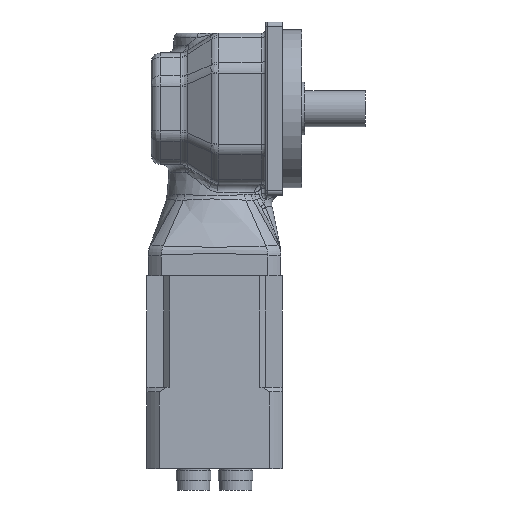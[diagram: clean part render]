
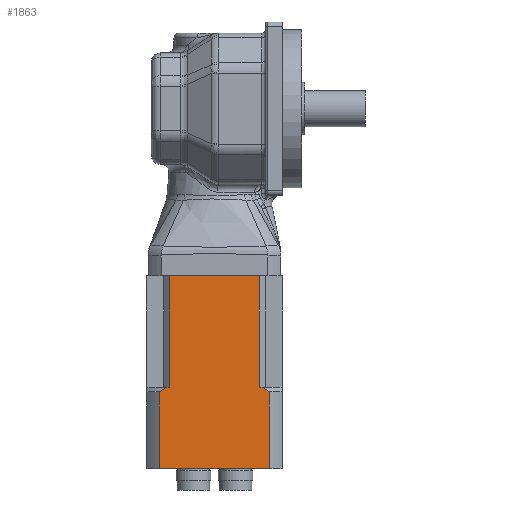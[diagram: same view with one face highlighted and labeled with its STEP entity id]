
A CAD part, left-side view. The second image highlights one B-rep face of the part: STEP entity #1863.
In plain terms, the highlighted planar face has unit normal (-1, 0, 0).
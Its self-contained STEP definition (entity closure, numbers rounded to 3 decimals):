
#1863=ADVANCED_FACE('',(#2882),#2726,.T.);
#2726=PLANE('',#13541);
#2882=FACE_OUTER_BOUND('',#3696,.T.);
#3696=EDGE_LOOP('',(#5222,#5223,#5224,#5225,#5226,#5227,#5228,#5229,#5230,
#5231));
#4670=B_SPLINE_CURVE_WITH_KNOTS('',3,(#18708,#18709,#18710,#18711),.UNSPECIFIED.,
.F.,.F.,(4,4),(0.,1.),.UNSPECIFIED.);
#4671=B_SPLINE_CURVE_WITH_KNOTS('',3,(#18723,#18724,#18725,#18726),.UNSPECIFIED.,
.F.,.F.,(4,4),(0.,1.),.UNSPECIFIED.);
#5222=ORIENTED_EDGE('',*,*,#10402,.F.);
#5223=ORIENTED_EDGE('',*,*,#10404,.T.);
#5224=ORIENTED_EDGE('',*,*,#10405,.T.);
#5225=ORIENTED_EDGE('',*,*,#10406,.F.);
#5226=ORIENTED_EDGE('',*,*,#10407,.T.);
#5227=ORIENTED_EDGE('',*,*,#10408,.T.);
#5228=ORIENTED_EDGE('',*,*,#10409,.T.);
#5229=ORIENTED_EDGE('',*,*,#10410,.T.);
#5230=ORIENTED_EDGE('',*,*,#10411,.F.);
#5231=ORIENTED_EDGE('',*,*,#10412,.T.);
#9160=VERTEX_POINT('',#18703);
#9161=VERTEX_POINT('',#18705);
#9162=VERTEX_POINT('',#18712);
#9163=VERTEX_POINT('',#18714);
#9164=VERTEX_POINT('',#18716);
#9165=VERTEX_POINT('',#18718);
#9166=VERTEX_POINT('',#18720);
#9167=VERTEX_POINT('',#18722);
#9168=VERTEX_POINT('',#18727);
#9169=VERTEX_POINT('',#18729);
#10402=EDGE_CURVE('',#9160,#9161,#12370,.T.);
#10404=EDGE_CURVE('',#9160,#9162,#4670,.T.);
#10405=EDGE_CURVE('',#9162,#9163,#12371,.T.);
#10406=EDGE_CURVE('',#9164,#9163,#12372,.T.);
#10407=EDGE_CURVE('',#9164,#9165,#12373,.T.);
#10408=EDGE_CURVE('',#9165,#9166,#12374,.T.);
#10409=EDGE_CURVE('',#9166,#9167,#12375,.T.);
#10410=EDGE_CURVE('',#9167,#9168,#4671,.T.);
#10411=EDGE_CURVE('',#9169,#9168,#12376,.T.);
#10412=EDGE_CURVE('',#9169,#9161,#12377,.T.);
#12370=LINE('',#18704,#12957);
#12371=LINE('',#18713,#12958);
#12372=LINE('',#18715,#12959);
#12373=LINE('',#18717,#12960);
#12374=LINE('',#18719,#12961);
#12375=LINE('',#18721,#12962);
#12376=LINE('',#18728,#12963);
#12377=LINE('',#18730,#12964);
#12957=VECTOR('',#15067,1.);
#12958=VECTOR('',#15072,1.);
#12959=VECTOR('',#15073,1.);
#12960=VECTOR('',#15074,1.);
#12961=VECTOR('',#15075,1.);
#12962=VECTOR('',#15076,1.);
#12963=VECTOR('',#15077,1.);
#12964=VECTOR('',#15078,1.);
#13541=AXIS2_PLACEMENT_3D('',#18731,#15079,#15080);
#15067=DIRECTION('',(0.,0.,-1.));
#15072=DIRECTION('',(0.,1.,0.));
#15073=DIRECTION('',(0.,0.,-1.));
#15074=DIRECTION('',(0.,1.,0.));
#15075=DIRECTION('',(0.,0.,-1.));
#15076=DIRECTION('',(0.,1.,0.));
#15077=DIRECTION('',(0.,0.,1.));
#15078=DIRECTION('',(0.,-1.,0.));
#15079=DIRECTION('',(-1.,0.,0.));
#15080=DIRECTION('',(0.,0.,1.));
#18703=CARTESIAN_POINT('',(0.,8.408,16.));
#18704=CARTESIAN_POINT('',(0.,8.408,0.));
#18705=CARTESIAN_POINT('',(0.,8.408,-35.));
#18708=CARTESIAN_POINT('',(0.,8.408,16.));
#18709=CARTESIAN_POINT('',(0.,10.044,17.033));
#18710=CARTESIAN_POINT('',(0.,11.699,18.035));
#18711=CARTESIAN_POINT('',(0.,13.377,19.));
#18712=CARTESIAN_POINT('',(0.,13.377,19.));
#18713=CARTESIAN_POINT('',(0.,45.,19.));
#18714=CARTESIAN_POINT('',(0.,15.25,19.));
#18715=CARTESIAN_POINT('',(0.,15.25,0.));
#18716=CARTESIAN_POINT('',(0.,15.25,93.));
#18717=CARTESIAN_POINT('',(0.,45.,93.));
#18718=CARTESIAN_POINT('',(0.,74.75,93.));
#18719=CARTESIAN_POINT('',(0.,74.75,0.));
#18720=CARTESIAN_POINT('',(0.,74.75,19.));
#18721=CARTESIAN_POINT('',(0.,45.,19.));
#18722=CARTESIAN_POINT('',(0.,76.623,19.));
#18723=CARTESIAN_POINT('',(0.,76.623,19.));
#18724=CARTESIAN_POINT('',(0.,78.301,18.035));
#18725=CARTESIAN_POINT('',(0.,79.956,17.033));
#18726=CARTESIAN_POINT('',(0.,81.592,16.));
#18727=CARTESIAN_POINT('',(0.,81.592,16.));
#18728=CARTESIAN_POINT('',(0.,81.592,0.));
#18729=CARTESIAN_POINT('',(0.,81.592,-35.));
#18730=CARTESIAN_POINT('',(0.,45.,-35.));
#18731=CARTESIAN_POINT('',(0.,45.,0.));
